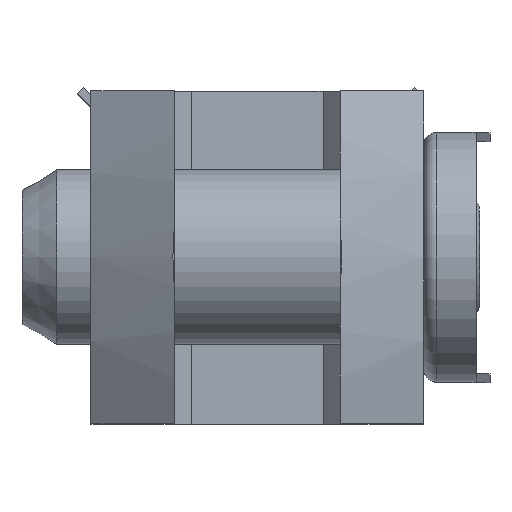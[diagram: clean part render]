
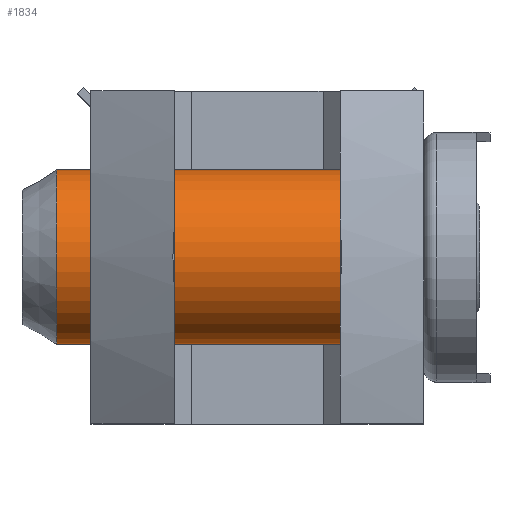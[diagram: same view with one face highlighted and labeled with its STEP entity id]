
A CAD part, top view. The second image highlights one B-rep face of the part: STEP entity #1834.
In plain terms, the highlighted cylindrical face has radius 5 mm (diameter 10 mm), a full revolution.
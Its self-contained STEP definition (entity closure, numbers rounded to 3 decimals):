
#62=CYLINDRICAL_SURFACE('',#2049,5.);
#891=ORIENTED_EDGE('',*,*,#1159,.F.);
#892=ORIENTED_EDGE('',*,*,#1147,.T.);
#1147=EDGE_CURVE('',#1325,#1325,#1407,.F.);
#1159=EDGE_CURVE('',#1334,#1334,#1415,.T.);
#1325=VERTEX_POINT('',#3233);
#1334=VERTEX_POINT('',#3275);
#1407=CIRCLE('',#2034,5.);
#1415=CIRCLE('',#2050,5.);
#1535=EDGE_LOOP('',(#891));
#1536=EDGE_LOOP('',(#892));
#1666=FACE_BOUND('',#1535,.T.);
#1667=FACE_BOUND('',#1536,.T.);
#1834=ADVANCED_FACE('',(#1666,#1667),#62,.T.);
#2034=AXIS2_PLACEMENT_3D('',#3251,#2508,#2509);
#2049=AXIS2_PLACEMENT_3D('',#3273,#2542,#2543);
#2050=AXIS2_PLACEMENT_3D('',#3274,#2544,#2545);
#2508=DIRECTION('',(0.,1.,0.));
#2509=DIRECTION('',(0.,0.,1.));
#2542=DIRECTION('',(0.,-1.,0.));
#2543=DIRECTION('',(0.,0.,-1.));
#2544=DIRECTION('',(0.,-1.,0.));
#2545=DIRECTION('',(0.,0.,-1.));
#3233=CARTESIAN_POINT('',(0.,10.,-23.));
#3251=CARTESIAN_POINT('',(0.,10.,-28.));
#3273=CARTESIAN_POINT('',(0.,-13.,-28.));
#3274=CARTESIAN_POINT('',(0.,-11.,-28.));
#3275=CARTESIAN_POINT('',(0.,-11.,-33.));
